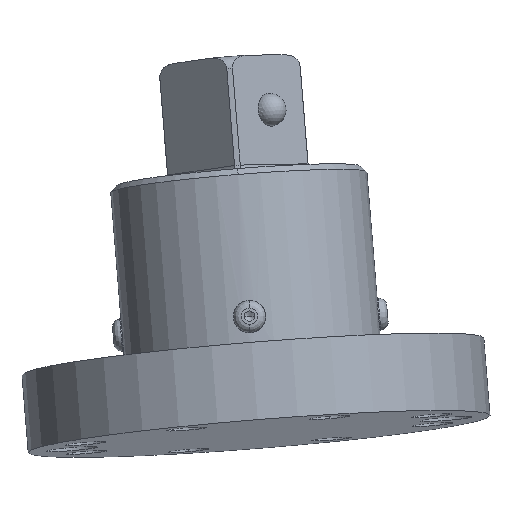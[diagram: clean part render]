
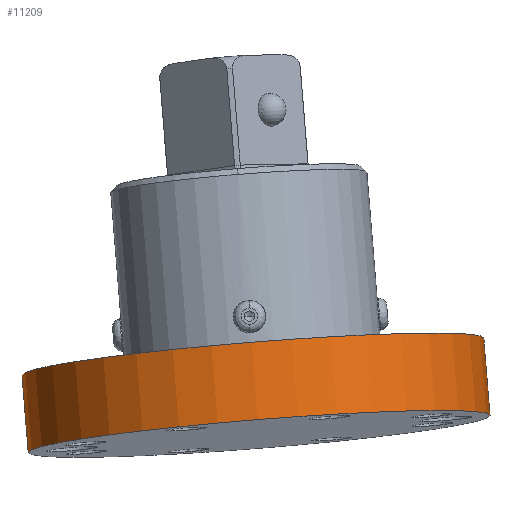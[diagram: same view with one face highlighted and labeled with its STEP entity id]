
A CAD part, left-side view. The second image highlights one B-rep face of the part: STEP entity #11209.
In plain terms, the highlighted cylindrical face has radius 56.769 mm (diameter 113.538 mm), a partial arc.
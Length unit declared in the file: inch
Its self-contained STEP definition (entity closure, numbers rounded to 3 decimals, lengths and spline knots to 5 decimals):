
#1898=CARTESIAN_POINT('',(15.43565,-6.57763,-9.79882));
#1899=VERTEX_POINT('',#1898);
#1900=CARTESIAN_POINT('',(15.43565,-6.57763,-10.54882));
#1901=VERTEX_POINT('',#1900);
#1902=CARTESIAN_POINT('',(15.43565,-6.57763,-9.79882));
#1903=DIRECTION('',(0.0,0.0,-1.0));
#1904=VECTOR('',#1903,0.75);
#1905=LINE('',#1902,#1904);
#1906=EDGE_CURVE('',#1899,#1901,#1905,.T.);
#1908=CARTESIAN_POINT('',(10.96565,-6.57763,-9.79882));
#1909=VERTEX_POINT('',#1908);
#1917=CARTESIAN_POINT('',(10.96565,-6.57763,-10.54882));
#1918=VERTEX_POINT('',#1917);
#1919=CARTESIAN_POINT('',(10.96565,-6.57763,-9.79882));
#1920=DIRECTION('',(0.0,0.0,-1.0));
#1921=VECTOR('',#1920,0.75);
#1922=LINE('',#1919,#1921);
#1923=EDGE_CURVE('',#1909,#1918,#1922,.T.);
#9770=CARTESIAN_POINT('',(13.20065,-6.57763,-9.79882));
#9771=DIRECTION('',(0.0,0.0,1.0));
#9772=DIRECTION('',(1.0,0.0,0.0));
#9773=AXIS2_PLACEMENT_3D('',#9770,#9771,#9772);
#9774=CIRCLE('',#9773,2.235);
#9775=EDGE_CURVE('',#1899,#1909,#9774,.T.);
#11147=CARTESIAN_POINT('',(13.20065,-6.57763,-10.54882));
#11148=DIRECTION('',(0.0,0.0,1.0));
#11149=DIRECTION('',(1.0,0.0,0.0));
#11150=AXIS2_PLACEMENT_3D('',#11147,#11148,#11149);
#11151=CIRCLE('',#11150,2.235);
#11152=EDGE_CURVE('',#1901,#1918,#11151,.T.);
#11198=CARTESIAN_POINT('',(13.20065,-6.57763,-10.17382));
#11199=DIRECTION('',(0.,0.,1.0));
#11200=DIRECTION('',(1.0,0.0,0.0));
#11201=AXIS2_PLACEMENT_3D('',#11198,#11199,#11200);
#11202=CYLINDRICAL_SURFACE('',#11201,2.235);
#11203=ORIENTED_EDGE('',*,*,#1906,.T.);
#11204=ORIENTED_EDGE('',*,*,#11152,.T.);
#11205=ORIENTED_EDGE('',*,*,#1923,.F.);
#11206=ORIENTED_EDGE('',*,*,#9775,.F.);
#11207=EDGE_LOOP('',(#11203,#11204,#11205,#11206));
#11208=FACE_OUTER_BOUND('',#11207,.T.);
#11209=ADVANCED_FACE('',(#11208),#11202,.T.);
